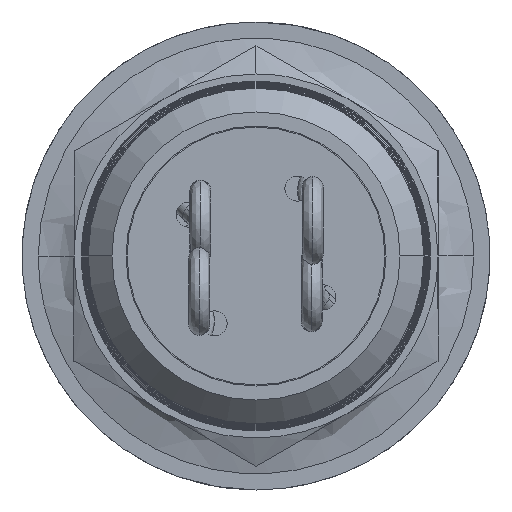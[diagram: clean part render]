
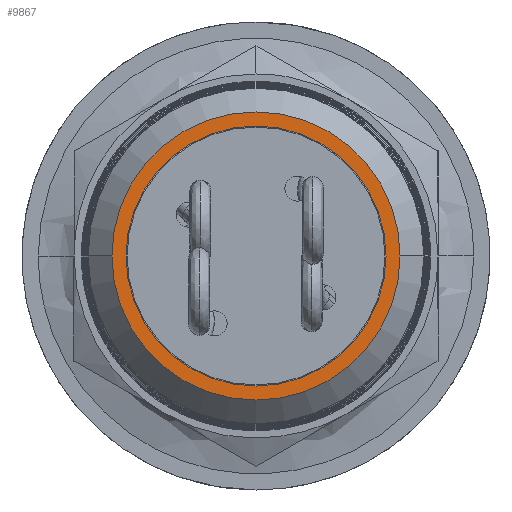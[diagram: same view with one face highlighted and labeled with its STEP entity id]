
A CAD part, front view. The second image highlights one B-rep face of the part: STEP entity #9867.
In plain terms, the highlighted planar face has unit normal (0, -1, 0).
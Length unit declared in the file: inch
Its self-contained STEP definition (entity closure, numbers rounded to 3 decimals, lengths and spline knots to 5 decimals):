
#508 = CARTESIAN_POINT ( 'NONE',  ( 0., -1.94, -0.17316 ) ) ;
#511 = PLANE ( 'NONE',  #9880 ) ;
#513 = DIRECTION ( 'NONE',  ( 0., -1., 0. ) ) ;
#514 = DIRECTION ( 'NONE',  ( 1., 0., 0. ) ) ;
#2180 = CARTESIAN_POINT ( 'NONE',  ( 0., -1.94, 0. ) ) ;
#2181 = DIRECTION ( 'NONE',  ( 0., -1., 0. ) ) ;
#2182 = DIRECTION ( 'NONE',  ( -1., 0., 0. ) ) ;
#2188 = CARTESIAN_POINT ( 'NONE',  ( 0., -1.94, 0. ) ) ;
#2189 = DIRECTION ( 'NONE',  ( 0., 1., 0. ) ) ;
#2190 = DIRECTION ( 'NONE',  ( 1., 0., 0. ) ) ;
#2296 = CARTESIAN_POINT ( 'NONE',  ( 0.3125, -1.94, 0. ) ) ;
#2316 = CARTESIAN_POINT ( 'NONE',  ( -0.34631, -1.94, 0. ) ) ;
#2342 = CARTESIAN_POINT ( 'NONE',  ( -0.3125, -1.94, 0. ) ) ;
#2344 = CARTESIAN_POINT ( 'NONE',  ( 0.34631, -1.94, 0. ) ) ;
#5456 = AXIS2_PLACEMENT_3D ( 'NONE', #8589, #8590, #8591 ) ;
#5458 = AXIS2_PLACEMENT_3D ( 'NONE', #8600, #8601, #8602 ) ;
#5706 = EDGE_LOOP ( 'NONE', ( #7622, #7623 ) ) ;
#5711 = EDGE_LOOP ( 'NONE', ( #7620, #7621 ) ) ;
#6018 = EDGE_CURVE ( 'NONE', #8310, #8282, #10552, .T. ) ;
#6560 = EDGE_CURVE ( 'NONE', #8270, #8308, #10559, .T. ) ;
#7552 = EDGE_CURVE ( 'NONE', #8282, #8310, #8123, .T. ) ;
#7554 = EDGE_CURVE ( 'NONE', #8308, #8270, #8127, .T. ) ;
#7620 = ORIENTED_EDGE ( 'NONE', *, *, #7552, .T. ) ;
#7621 = ORIENTED_EDGE ( 'NONE', *, *, #6018, .T. ) ;
#7622 = ORIENTED_EDGE ( 'NONE', *, *, #6560, .T. ) ;
#7623 = ORIENTED_EDGE ( 'NONE', *, *, #7554, .T. ) ;
#8123 = CIRCLE ( 'NONE', #8152, 0.34631 ) ;
#8127 = CIRCLE ( 'NONE', #8156, 0.3125 ) ;
#8152 = AXIS2_PLACEMENT_3D ( 'NONE', #2180, #2181, #2182 ) ;
#8156 = AXIS2_PLACEMENT_3D ( 'NONE', #2188, #2189, #2190 ) ;
#8270 = VERTEX_POINT ( 'NONE', #2296 ) ;
#8282 = VERTEX_POINT ( 'NONE', #2316 ) ;
#8308 = VERTEX_POINT ( 'NONE', #2342 ) ;
#8310 = VERTEX_POINT ( 'NONE', #2344 ) ;
#8589 = CARTESIAN_POINT ( 'NONE',  ( 0., -1.94, 0. ) ) ;
#8590 = DIRECTION ( 'NONE',  ( 0., -1., 0. ) ) ;
#8591 = DIRECTION ( 'NONE',  ( -1., 0., 0. ) ) ;
#8600 = CARTESIAN_POINT ( 'NONE',  ( 0., -1.94, 0. ) ) ;
#8601 = DIRECTION ( 'NONE',  ( 0., 1., 0. ) ) ;
#8602 = DIRECTION ( 'NONE',  ( 1., 0., 0. ) ) ;
#9867 = ADVANCED_FACE ( 'NONE', ( #11575, #11583 ), #511, .T. ) ;
#9880 = AXIS2_PLACEMENT_3D ( 'NONE', #508, #513, #514 ) ;
#10552 = CIRCLE ( 'NONE', #5456, 0.34631 ) ;
#10559 = CIRCLE ( 'NONE', #5458, 0.3125 ) ;
#11575 = FACE_OUTER_BOUND ( 'NONE', #5711, .T. ) ;
#11583 = FACE_BOUND ( 'NONE', #5706, .T. ) ;
